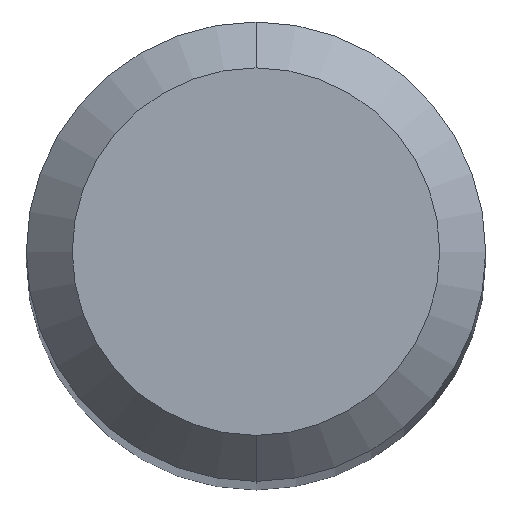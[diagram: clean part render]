
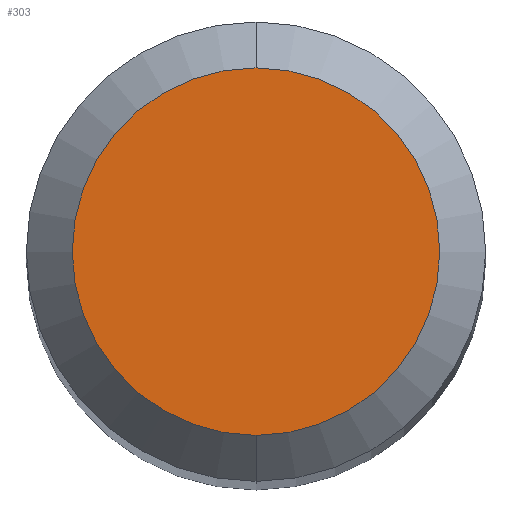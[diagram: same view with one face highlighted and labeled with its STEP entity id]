
A CAD part, top view. The second image highlights one B-rep face of the part: STEP entity #303.
In plain terms, the highlighted planar face has unit normal (0, 0, 1).
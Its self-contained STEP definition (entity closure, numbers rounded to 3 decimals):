
#217=VERTEX_POINT('',#528);
#265=VERTEX_POINT('',#583);
#303=ADVANCED_FACE('',(#625),#626,.T.);
#315=EDGE_CURVE('',#265,#217,#639,.T.);
#355=EDGE_CURVE('',#217,#265,#681,.T.);
#528=CARTESIAN_POINT('',(0.0,1.2,0.0));
#583=CARTESIAN_POINT('',(0.,-1.2,0.0));
#625=FACE_OUTER_BOUND('',#1115,.T.);
#626=PLANE('',#1116);
#639=CIRCLE('',#1139,1.2);
#681=CIRCLE('',#1196,1.2);
#1115=EDGE_LOOP('',(#1633,#1634));
#1116=AXIS2_PLACEMENT_3D('',#1635,#1636,#1637);
#1139=AXIS2_PLACEMENT_3D('',#1650,#1651,#1652);
#1196=AXIS2_PLACEMENT_3D('',#1681,#1682,#1683);
#1633=ORIENTED_EDGE('',*,*,#355,.F.);
#1634=ORIENTED_EDGE('',*,*,#315,.F.);
#1635=CARTESIAN_POINT('',(0.0,0.6,0.0));
#1636=DIRECTION('',(-0.0,0.0,1.0));
#1637=DIRECTION('',(0.0,-1.0,0.0));
#1650=CARTESIAN_POINT('',(0.0,0.0,0.0));
#1651=DIRECTION('',(0.0,0.0,-1.0));
#1652=DIRECTION('',(0.0,1.0,0.0));
#1681=CARTESIAN_POINT('',(0.0,0.0,0.0));
#1682=DIRECTION('',(0.0,0.0,-1.0));
#1683=DIRECTION('',(0.0,1.0,0.0));
